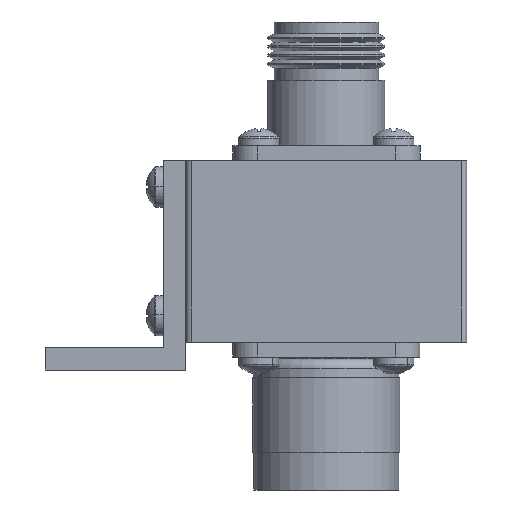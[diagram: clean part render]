
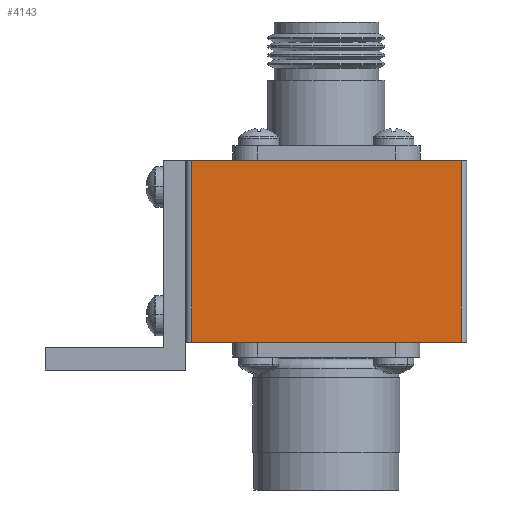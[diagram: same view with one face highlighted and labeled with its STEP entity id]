
A CAD part, front view. The second image highlights one B-rep face of the part: STEP entity #4143.
In plain terms, the highlighted planar face has unit normal (0, -1, 0).
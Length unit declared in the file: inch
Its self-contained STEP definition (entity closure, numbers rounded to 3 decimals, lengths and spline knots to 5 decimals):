
#570 = CARTESIAN_POINT ( 'NONE',  ( 0.03, 0., 0. ) ) ;
#676 = CARTESIAN_POINT ( 'NONE',  ( 0.03, 0., 0.97 ) ) ;
#1331 = DIRECTION ( 'NONE',  ( 0., 1., 0. ) ) ;
#1848 = EDGE_CURVE ( 'NONE', #3415, #12601, #8113, .T. ) ;
#1912 = CARTESIAN_POINT ( 'NONE',  ( 1.47, 0., 0. ) ) ;
#2007 = CARTESIAN_POINT ( 'NONE',  ( 0.03, 0., 0. ) ) ;
#2392 = CARTESIAN_POINT ( 'NONE',  ( 1.47, 0., 0.97 ) ) ;
#2671 = DIRECTION ( 'NONE',  ( -1., 0., 0. ) ) ;
#2716 = VECTOR ( 'NONE', #9600, 39.37008 ) ;
#3034 = EDGE_CURVE ( 'NONE', #8450, #12601, #11859, .T. ) ;
#3368 = CARTESIAN_POINT ( 'NONE',  ( 1.47, 0., 0.97 ) ) ;
#3415 = VERTEX_POINT ( 'NONE', #1912 ) ;
#4143 = ADVANCED_FACE ( 'NONE', ( #13859 ), #10224, .F. ) ;
#5594 = ORIENTED_EDGE ( 'NONE', *, *, #1848, .F. ) ;
#5830 = LINE ( 'NONE', #2392, #7571 ) ;
#6562 = ORIENTED_EDGE ( 'NONE', *, *, #9278, .F. ) ;
#6799 = DIRECTION ( 'NONE',  ( 1., 0., 0. ) ) ;
#6889 = VECTOR ( 'NONE', #2671, 39.37008 ) ;
#6933 = DIRECTION ( 'NONE',  ( 0., 0., 1. ) ) ;
#7494 = AXIS2_PLACEMENT_3D ( 'NONE', #10081, #1331, #6933 ) ;
#7571 = VECTOR ( 'NONE', #7719, 39.37008 ) ;
#7719 = DIRECTION ( 'NONE',  ( 0., 0., 1. ) ) ;
#7778 = VECTOR ( 'NONE', #6799, 39.37008 ) ;
#8113 = LINE ( 'NONE', #12264, #6889 ) ;
#8450 = VERTEX_POINT ( 'NONE', #676 ) ;
#8641 = LINE ( 'NONE', #9236, #7778 ) ;
#9236 = CARTESIAN_POINT ( 'NONE',  ( 0., 0., 0.97 ) ) ;
#9278 = EDGE_CURVE ( 'NONE', #8450, #11157, #8641, .T. ) ;
#9600 = DIRECTION ( 'NONE',  ( 0., 0., -1. ) ) ;
#10081 = CARTESIAN_POINT ( 'NONE',  ( 0., 0., 0. ) ) ;
#10106 = ORIENTED_EDGE ( 'NONE', *, *, #3034, .T. ) ;
#10224 = PLANE ( 'NONE',  #7494 ) ;
#11157 = VERTEX_POINT ( 'NONE', #3368 ) ;
#11859 = LINE ( 'NONE', #2007, #2716 ) ;
#12264 = CARTESIAN_POINT ( 'NONE',  ( 1.5, 0., 0. ) ) ;
#12601 = VERTEX_POINT ( 'NONE', #570 ) ;
#12732 = ORIENTED_EDGE ( 'NONE', *, *, #12952, .T. ) ;
#12944 = EDGE_LOOP ( 'NONE', ( #5594, #12732, #6562, #10106 ) ) ;
#12952 = EDGE_CURVE ( 'NONE', #3415, #11157, #5830, .T. ) ;
#13859 = FACE_OUTER_BOUND ( 'NONE', #12944, .T. ) ;
